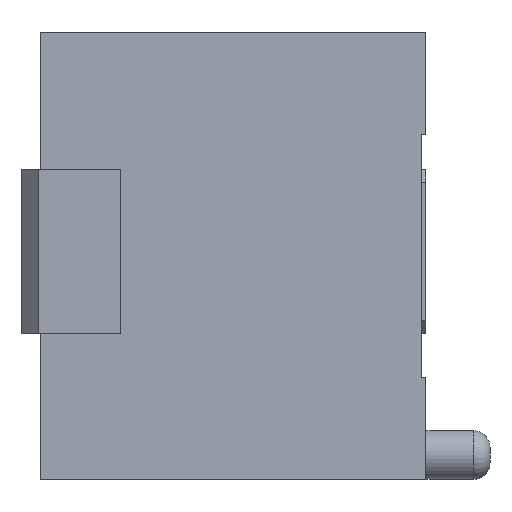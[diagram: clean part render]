
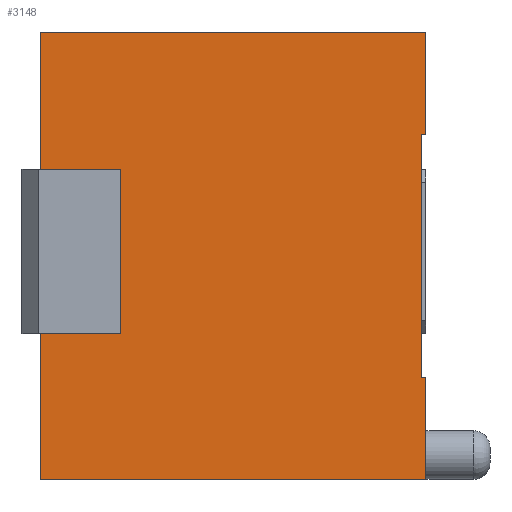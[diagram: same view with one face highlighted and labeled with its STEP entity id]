
A CAD part, left-side view. The second image highlights one B-rep face of the part: STEP entity #3148.
In plain terms, the highlighted planar face has unit normal (-1, 0, 0).
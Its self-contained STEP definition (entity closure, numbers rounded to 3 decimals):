
#288 = VECTOR ( 'NONE', #5662, 1000. ) ;
#400 = CARTESIAN_POINT ( 'NONE',  ( -7.555, 0.13, 0. ) ) ;
#465 = LINE ( 'NONE', #880, #3616 ) ;
#527 = LINE ( 'NONE', #5047, #2572 ) ;
#622 = ORIENTED_EDGE ( 'NONE', *, *, #3287, .T. ) ;
#696 = ORIENTED_EDGE ( 'NONE', *, *, #3097, .F. ) ;
#711 = VERTEX_POINT ( 'NONE', #5397 ) ;
#790 = VERTEX_POINT ( 'NONE', #4922 ) ;
#858 = ORIENTED_EDGE ( 'NONE', *, *, #4658, .T. ) ;
#880 = CARTESIAN_POINT ( 'NONE',  ( -7.555, 9.44, 0. ) ) ;
#1129 = DIRECTION ( 'NONE',  ( 0., 0., 1. ) ) ;
#1252 = DIRECTION ( 'NONE',  ( 0., -1., 0. ) ) ;
#1441 = VERTEX_POINT ( 'NONE', #1739 ) ;
#1445 = EDGE_CURVE ( 'NONE', #3045, #790, #5207, .T. ) ;
#1449 = EDGE_CURVE ( 'NONE', #2938, #3045, #527, .T. ) ;
#1450 = CARTESIAN_POINT ( 'NONE',  ( -7.555, 11.94, 2.68 ) ) ;
#1466 = EDGE_CURVE ( 'NONE', #1441, #4012, #2795, .T. ) ;
#1470 = CARTESIAN_POINT ( 'NONE',  ( -7.555, 9.44, -2.4 ) ) ;
#1527 = DIRECTION ( 'NONE',  ( 0., 0., -1. ) ) ;
#1542 = VECTOR ( 'NONE', #4038, 1000. ) ;
#1573 = VECTOR ( 'NONE', #2692, 1000. ) ;
#1739 = CARTESIAN_POINT ( 'NONE',  ( -7.555, 0.13, 3.746 ) ) ;
#1773 = VECTOR ( 'NONE', #5935, 1000. ) ;
#1795 = VERTEX_POINT ( 'NONE', #1450 ) ;
#1946 = VERTEX_POINT ( 'NONE', #1470 ) ;
#2012 = LINE ( 'NONE', #400, #5080 ) ;
#2060 = LINE ( 'NONE', #5060, #5995 ) ;
#2174 = ORIENTED_EDGE ( 'NONE', *, *, #1449, .F. ) ;
#2255 = ORIENTED_EDGE ( 'NONE', *, *, #5692, .T. ) ;
#2260 = CARTESIAN_POINT ( 'NONE',  ( -7.555, 0., 3.746 ) ) ;
#2372 = VECTOR ( 'NONE', #3214, 1000. ) ;
#2467 = VERTEX_POINT ( 'NONE', #4974 ) ;
#2490 = CARTESIAN_POINT ( 'NONE',  ( -7.555, 0., 6.92 ) ) ;
#2572 = VECTOR ( 'NONE', #2697, 1000. ) ;
#2692 = DIRECTION ( 'NONE',  ( 0., -1., 0. ) ) ;
#2697 = DIRECTION ( 'NONE',  ( 0., -1., 0. ) ) ;
#2795 = LINE ( 'NONE', #4108, #1542 ) ;
#2824 = LINE ( 'NONE', #5545, #1573 ) ;
#2923 = EDGE_CURVE ( 'NONE', #2980, #4320, #4340, .T. ) ;
#2938 = VERTEX_POINT ( 'NONE', #5194 ) ;
#2980 = VERTEX_POINT ( 'NONE', #5262 ) ;
#3045 = VERTEX_POINT ( 'NONE', #5307 ) ;
#3097 = EDGE_CURVE ( 'NONE', #4320, #4012, #3743, .T. ) ;
#3148 = ADVANCED_FACE ( 'NONE', ( #4946 ), #5840, .T. ) ;
#3189 = EDGE_LOOP ( 'NONE', ( #622, #3252, #3668, #858, #3461, #2174, #5493, #3835, #696, #3304, #4227, #2255 ) ) ;
#3214 = DIRECTION ( 'NONE',  ( 0., -1., 0. ) ) ;
#3252 = ORIENTED_EDGE ( 'NONE', *, *, #4017, .F. ) ;
#3287 = EDGE_CURVE ( 'NONE', #711, #1946, #465, .T. ) ;
#3304 = ORIENTED_EDGE ( 'NONE', *, *, #2923, .F. ) ;
#3427 = CARTESIAN_POINT ( 'NONE',  ( -7.555, 11.94, 0. ) ) ;
#3443 = AXIS2_PLACEMENT_3D ( 'NONE', #3427, #5765, #1129 ) ;
#3461 = ORIENTED_EDGE ( 'NONE', *, *, #1445, .F. ) ;
#3604 = CARTESIAN_POINT ( 'NONE',  ( -7.555, 11.94, 0. ) ) ;
#3616 = VECTOR ( 'NONE', #5159, 1000. ) ;
#3628 = DIRECTION ( 'NONE',  ( 0., 0., -1. ) ) ;
#3668 = ORIENTED_EDGE ( 'NONE', *, *, #4791, .T. ) ;
#3743 = LINE ( 'NONE', #4851, #5544 ) ;
#3835 = ORIENTED_EDGE ( 'NONE', *, *, #1466, .T. ) ;
#3949 = CARTESIAN_POINT ( 'NONE',  ( -7.555, 11.94, -6.92 ) ) ;
#4012 = VERTEX_POINT ( 'NONE', #2260 ) ;
#4017 = EDGE_CURVE ( 'NONE', #2467, #1946, #2824, .T. ) ;
#4038 = DIRECTION ( 'NONE',  ( 0., -1., 0. ) ) ;
#4074 = EDGE_CURVE ( 'NONE', #2938, #1441, #2012, .T. ) ;
#4108 = CARTESIAN_POINT ( 'NONE',  ( -7.555, 0., 3.746 ) ) ;
#4227 = ORIENTED_EDGE ( 'NONE', *, *, #4993, .T. ) ;
#4320 = VERTEX_POINT ( 'NONE', #2490 ) ;
#4340 = LINE ( 'NONE', #4710, #288 ) ;
#4350 = DIRECTION ( 'NONE',  ( 0., 0., -1. ) ) ;
#4654 = CARTESIAN_POINT ( 'NONE',  ( -7.555, 11.94, -6.92 ) ) ;
#4658 = EDGE_CURVE ( 'NONE', #4904, #790, #4911, .T. ) ;
#4710 = CARTESIAN_POINT ( 'NONE',  ( -7.555, 11.94, 6.92 ) ) ;
#4791 = EDGE_CURVE ( 'NONE', #2467, #4904, #5515, .T. ) ;
#4834 = CARTESIAN_POINT ( 'NONE',  ( -7.555, 11.94, 0. ) ) ;
#4851 = CARTESIAN_POINT ( 'NONE',  ( -7.555, 0., 0. ) ) ;
#4904 = VERTEX_POINT ( 'NONE', #3949 ) ;
#4911 = LINE ( 'NONE', #4654, #2372 ) ;
#4922 = CARTESIAN_POINT ( 'NONE',  ( -7.555, 0., -6.92 ) ) ;
#4946 = FACE_OUTER_BOUND ( 'NONE', #3189, .T. ) ;
#4974 = CARTESIAN_POINT ( 'NONE',  ( -7.555, 11.94, -2.4 ) ) ;
#4993 = EDGE_CURVE ( 'NONE', #2980, #1795, #5065, .T. ) ;
#5030 = CARTESIAN_POINT ( 'NONE',  ( -7.555, 0., 0. ) ) ;
#5047 = CARTESIAN_POINT ( 'NONE',  ( -7.555, 0., -3.747 ) ) ;
#5060 = CARTESIAN_POINT ( 'NONE',  ( -7.555, 0., 2.68 ) ) ;
#5065 = LINE ( 'NONE', #3604, #5364 ) ;
#5080 = VECTOR ( 'NONE', #6072, 1000. ) ;
#5159 = DIRECTION ( 'NONE',  ( 0., 0., -1. ) ) ;
#5194 = CARTESIAN_POINT ( 'NONE',  ( -7.555, 0.13, -3.747 ) ) ;
#5207 = LINE ( 'NONE', #5030, #1773 ) ;
#5262 = CARTESIAN_POINT ( 'NONE',  ( -7.555, 11.94, 6.92 ) ) ;
#5307 = CARTESIAN_POINT ( 'NONE',  ( -7.555, 0., -3.747 ) ) ;
#5364 = VECTOR ( 'NONE', #3628, 1000. ) ;
#5397 = CARTESIAN_POINT ( 'NONE',  ( -7.555, 9.44, 2.68 ) ) ;
#5493 = ORIENTED_EDGE ( 'NONE', *, *, #4074, .T. ) ;
#5515 = LINE ( 'NONE', #4834, #5648 ) ;
#5544 = VECTOR ( 'NONE', #4350, 1000. ) ;
#5545 = CARTESIAN_POINT ( 'NONE',  ( -7.555, 0., -2.4 ) ) ;
#5648 = VECTOR ( 'NONE', #1527, 1000. ) ;
#5662 = DIRECTION ( 'NONE',  ( 0., -1., 0. ) ) ;
#5692 = EDGE_CURVE ( 'NONE', #1795, #711, #2060, .T. ) ;
#5765 = DIRECTION ( 'NONE',  ( -1., 0., 0. ) ) ;
#5840 = PLANE ( 'NONE',  #3443 ) ;
#5935 = DIRECTION ( 'NONE',  ( 0., 0., -1. ) ) ;
#5995 = VECTOR ( 'NONE', #1252, 1000. ) ;
#6072 = DIRECTION ( 'NONE',  ( 0., 0., 1. ) ) ;
